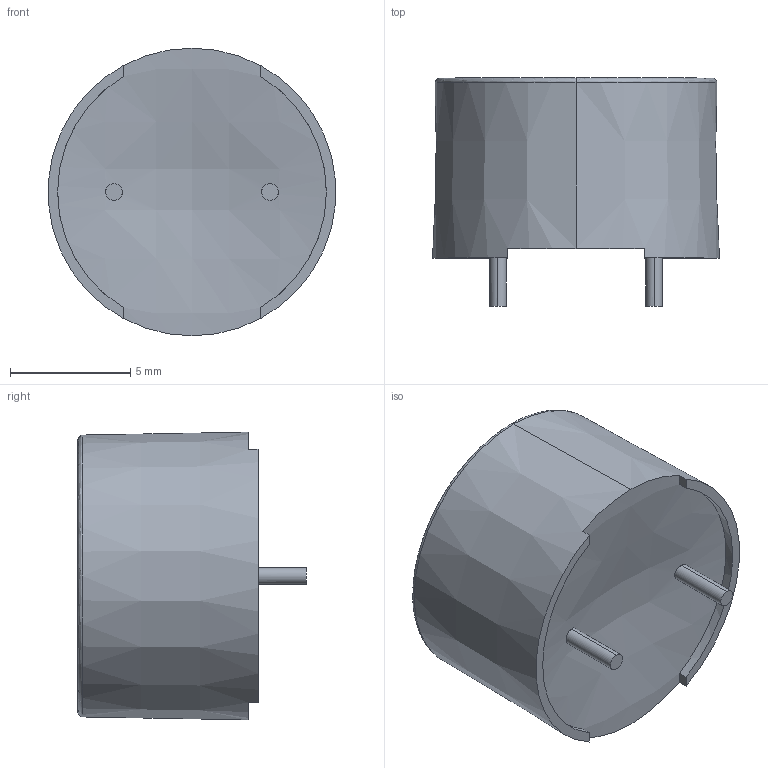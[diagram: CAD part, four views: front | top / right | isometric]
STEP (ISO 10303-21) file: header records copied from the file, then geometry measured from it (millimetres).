
FILE_DESCRIPTION (( 'STEP AP214' ), '1' );
FILE_NAME ('User Library-buzzer12.STEP', '2020-02-21T13:33:43', ( '' ), ( '' ), 'SwSTEP 2.0', 'SolidWorks 2019', '' );
FILE_SCHEMA (( 'AUTOMOTIVE_DESIGN' ));
Length unit declared in the file: millimetre
Products named in the file (1): User Library-buzzer12
Bounding box: 11.96 x 9.5 x 11.99 mm (x, y, z)
Volume: 676.4 mm3; surface area: 668.8 mm2
Topology: 1 solids, 1 shells, 54 faces, 124 edges, 78 vertices
Faces by surface type: plane 25, cylinder 24, bspline 3, cone 2
Entity records: 2337 total; most frequent: CARTESIAN_POINT 665, ORIENTED_EDGE 248, DIRECTION 220, EDGE_CURVE 124, VERTEX_POINT 78, AXIS2_PLACEMENT_3D 76, VECTOR 68, LINE 68
